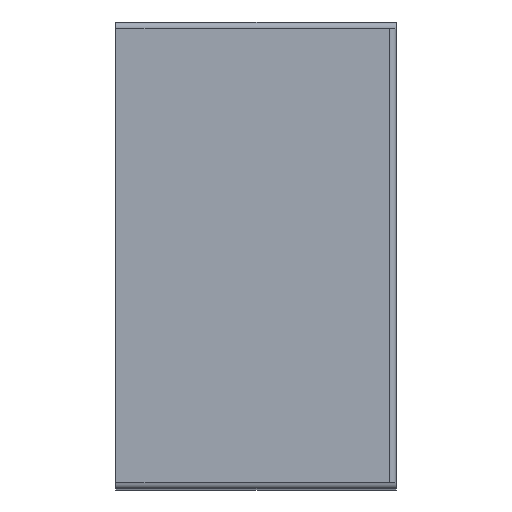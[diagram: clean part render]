
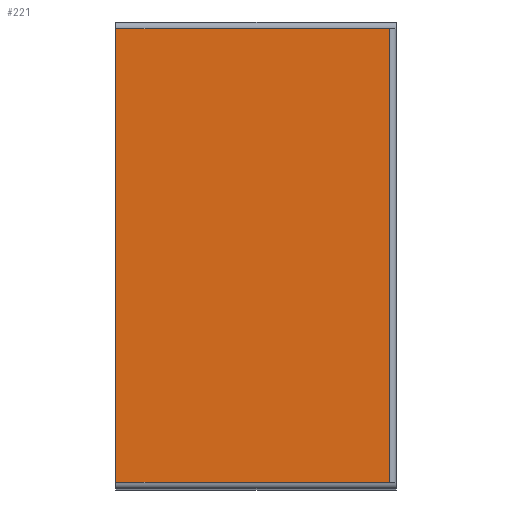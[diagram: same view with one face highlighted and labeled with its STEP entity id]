
A CAD part, top view. The second image highlights one B-rep face of the part: STEP entity #221.
In plain terms, the highlighted planar face has unit normal (0, 0, 1).
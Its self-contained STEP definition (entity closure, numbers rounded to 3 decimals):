
#46 = DIRECTION ( 'NONE',  ( -1., 0., 0. ) ) ;
#72 = DIRECTION ( 'NONE',  ( 0., 1., 0. ) ) ;
#181 = DIRECTION ( 'NONE',  ( 0., -1., 0. ) ) ;
#183 = CARTESIAN_POINT ( 'NONE',  ( 150., 245.5, 0. ) ) ;
#192 = VERTEX_POINT ( 'NONE', #716 ) ;
#221 = ADVANCED_FACE ( 'NONE', ( #814 ), #822, .T. ) ;
#235 = LINE ( 'NONE', #730, #859 ) ;
#259 = VECTOR ( 'NONE', #72, 1000. ) ;
#299 = EDGE_CURVE ( 'NONE', #493, #544, #898, .T. ) ;
#303 = EDGE_LOOP ( 'NONE', ( #786, #877, #437, #467 ) ) ;
#320 = DIRECTION ( 'NONE',  ( 0., 1., 0. ) ) ;
#333 = CARTESIAN_POINT ( 'NONE',  ( 0., 0., 0. ) ) ;
#396 = VECTOR ( 'NONE', #320, 1000. ) ;
#430 = LINE ( 'NONE', #627, #259 ) ;
#437 = ORIENTED_EDGE ( 'NONE', *, *, #763, .T. ) ;
#456 = DIRECTION ( 'NONE',  ( 0., 0., 1. ) ) ;
#467 = ORIENTED_EDGE ( 'NONE', *, *, #299, .F. ) ;
#493 = VERTEX_POINT ( 'NONE', #623 ) ;
#508 = DIRECTION ( 'NONE',  ( 1., 0., 0. ) ) ;
#524 = LINE ( 'NONE', #183, #709 ) ;
#544 = VERTEX_POINT ( 'NONE', #562 ) ;
#562 = CARTESIAN_POINT ( 'NONE',  ( 0., 245.5, 0. ) ) ;
#564 = CARTESIAN_POINT ( 'NONE',  ( 146.5, 2.5, 0. ) ) ;
#583 = AXIS2_PLACEMENT_3D ( 'NONE', #333, #456, #181 ) ;
#623 = CARTESIAN_POINT ( 'NONE',  ( 0., 2.5, 0. ) ) ;
#627 = CARTESIAN_POINT ( 'NONE',  ( 146.5, 2.5, 0. ) ) ;
#650 = VERTEX_POINT ( 'NONE', #564 ) ;
#669 = EDGE_CURVE ( 'NONE', #650, #192, #430, .T. ) ;
#709 = VECTOR ( 'NONE', #46, 1000. ) ;
#716 = CARTESIAN_POINT ( 'NONE',  ( 146.5, 245.5, 0. ) ) ;
#730 = CARTESIAN_POINT ( 'NONE',  ( 0., 2.5, 0. ) ) ;
#763 = EDGE_CURVE ( 'NONE', #192, #544, #524, .T. ) ;
#786 = ORIENTED_EDGE ( 'NONE', *, *, #791, .T. ) ;
#791 = EDGE_CURVE ( 'NONE', #493, #650, #235, .T. ) ;
#814 = FACE_OUTER_BOUND ( 'NONE', #303, .T. ) ;
#822 = PLANE ( 'NONE',  #583 ) ;
#859 = VECTOR ( 'NONE', #508, 1000. ) ;
#877 = ORIENTED_EDGE ( 'NONE', *, *, #669, .T. ) ;
#894 = CARTESIAN_POINT ( 'NONE',  ( 0., 249., 0. ) ) ;
#898 = LINE ( 'NONE', #894, #396 ) ;
